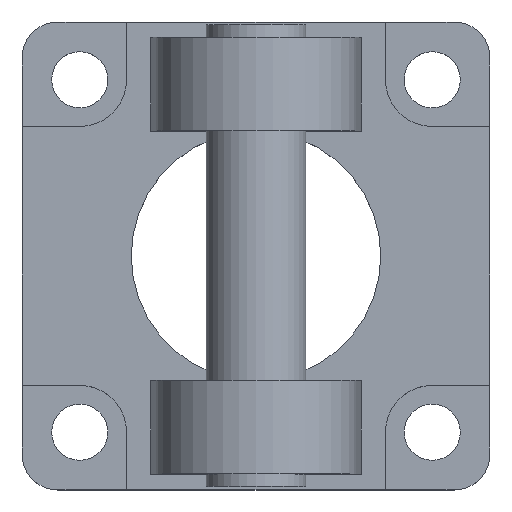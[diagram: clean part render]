
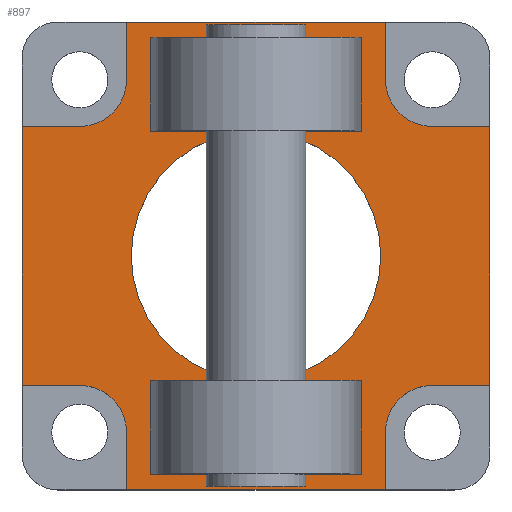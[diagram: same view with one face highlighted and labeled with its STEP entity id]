
A CAD part, top view. The second image highlights one B-rep face of the part: STEP entity #897.
In plain terms, the highlighted planar face has unit normal (0, 0, 1).
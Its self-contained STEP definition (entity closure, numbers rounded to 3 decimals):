
#13=FACE_BOUND('',#158,.T.);
#40=CIRCLE('',#936,7.5);
#42=CIRCLE('',#941,7.5);
#44=CIRCLE('',#946,7.5);
#46=CIRCLE('',#951,7.5);
#48=CIRCLE('',#957,20.);
#49=CIRCLE('',#958,20.);
#112=FACE_OUTER_BOUND('',#157,.T.);
#157=EDGE_LOOP('',(#635,#636,#637,#638,#639,#640,#641,#642,#643,#644,#645,
#646,#647,#648,#649,#650));
#158=EDGE_LOOP('',(#651,#652,#653,#654,#655,#656,#657,#658,#659,#660,#661,
#662));
#215=LINE('',#1279,#293);
#220=LINE('',#1293,#298);
#223=LINE('',#1300,#301);
#228=LINE('',#1314,#306);
#231=LINE('',#1321,#309);
#236=LINE('',#1335,#314);
#239=LINE('',#1342,#317);
#244=LINE('',#1356,#322);
#248=LINE('',#1363,#326);
#254=LINE('',#1374,#332);
#259=LINE('',#1383,#337);
#260=LINE('',#1384,#338);
#261=LINE('',#1387,#339);
#262=LINE('',#1389,#340);
#263=LINE('',#1391,#341);
#264=LINE('',#1393,#342);
#265=LINE('',#1397,#343);
#266=LINE('',#1399,#344);
#267=LINE('',#1401,#345);
#268=LINE('',#1403,#346);
#269=LINE('',#1404,#347);
#270=LINE('',#1406,#348);
#293=VECTOR('',#1025,9.25);
#298=VECTOR('',#1038,9.25);
#301=VECTOR('',#1043,9.25);
#306=VECTOR('',#1056,9.25);
#309=VECTOR('',#1061,9.25);
#314=VECTOR('',#1074,9.25);
#317=VECTOR('',#1079,9.25);
#322=VECTOR('',#1092,9.25);
#326=VECTOR('',#1098,41.5);
#332=VECTOR('',#1106,41.5);
#337=VECTOR('',#1113,41.5);
#338=VECTOR('',#1114,41.5);
#339=VECTOR('',#1115,15.);
#340=VECTOR('',#1116,33.777);
#341=VECTOR('',#1117,15.);
#342=VECTOR('',#1118,16.888);
#343=VECTOR('',#1121,16.888);
#344=VECTOR('',#1122,15.);
#345=VECTOR('',#1123,33.777);
#346=VECTOR('',#1124,15.);
#347=VECTOR('',#1125,16.888);
#348=VECTOR('',#1128,16.888);
#371=VERTEX_POINT('',#1277);
#372=VERTEX_POINT('',#1278);
#375=VERTEX_POINT('',#1286);
#377=VERTEX_POINT('',#1292);
#379=VERTEX_POINT('',#1298);
#380=VERTEX_POINT('',#1299);
#383=VERTEX_POINT('',#1307);
#385=VERTEX_POINT('',#1313);
#387=VERTEX_POINT('',#1319);
#388=VERTEX_POINT('',#1320);
#391=VERTEX_POINT('',#1328);
#393=VERTEX_POINT('',#1334);
#395=VERTEX_POINT('',#1340);
#396=VERTEX_POINT('',#1341);
#399=VERTEX_POINT('',#1349);
#401=VERTEX_POINT('',#1355);
#411=VERTEX_POINT('',#1385);
#412=VERTEX_POINT('',#1386);
#413=VERTEX_POINT('',#1388);
#414=VERTEX_POINT('',#1390);
#415=VERTEX_POINT('',#1392);
#416=VERTEX_POINT('',#1394);
#417=VERTEX_POINT('',#1396);
#418=VERTEX_POINT('',#1398);
#419=VERTEX_POINT('',#1400);
#420=VERTEX_POINT('',#1402);
#454=EDGE_CURVE('',#371,#372,#215,.T.);
#458=EDGE_CURVE('',#375,#371,#40,.T.);
#461=EDGE_CURVE('',#377,#375,#220,.T.);
#464=EDGE_CURVE('',#379,#380,#223,.T.);
#468=EDGE_CURVE('',#383,#379,#42,.T.);
#471=EDGE_CURVE('',#385,#383,#228,.T.);
#474=EDGE_CURVE('',#387,#388,#231,.T.);
#478=EDGE_CURVE('',#391,#387,#44,.T.);
#481=EDGE_CURVE('',#393,#391,#236,.T.);
#484=EDGE_CURVE('',#395,#396,#239,.T.);
#488=EDGE_CURVE('',#399,#395,#46,.T.);
#491=EDGE_CURVE('',#401,#399,#244,.T.);
#495=EDGE_CURVE('',#377,#388,#248,.T.);
#501=EDGE_CURVE('',#385,#396,#254,.T.);
#506=EDGE_CURVE('',#401,#372,#259,.T.);
#507=EDGE_CURVE('',#393,#380,#260,.T.);
#508=EDGE_CURVE('',#411,#412,#261,.T.);
#509=EDGE_CURVE('',#412,#413,#262,.T.);
#510=EDGE_CURVE('',#413,#414,#263,.T.);
#511=EDGE_CURVE('',#415,#414,#264,.T.);
#512=EDGE_CURVE('',#415,#416,#48,.T.);
#513=EDGE_CURVE('',#416,#417,#265,.T.);
#514=EDGE_CURVE('',#417,#418,#266,.T.);
#515=EDGE_CURVE('',#418,#419,#267,.T.);
#516=EDGE_CURVE('',#419,#420,#268,.T.);
#517=EDGE_CURVE('',#420,#416,#269,.T.);
#518=EDGE_CURVE('',#416,#415,#49,.T.);
#519=EDGE_CURVE('',#411,#415,#270,.T.);
#635=ORIENTED_EDGE('',*,*,#461,.T.);
#636=ORIENTED_EDGE('',*,*,#458,.T.);
#637=ORIENTED_EDGE('',*,*,#454,.T.);
#638=ORIENTED_EDGE('',*,*,#506,.F.);
#639=ORIENTED_EDGE('',*,*,#491,.T.);
#640=ORIENTED_EDGE('',*,*,#488,.T.);
#641=ORIENTED_EDGE('',*,*,#484,.T.);
#642=ORIENTED_EDGE('',*,*,#501,.F.);
#643=ORIENTED_EDGE('',*,*,#471,.T.);
#644=ORIENTED_EDGE('',*,*,#468,.T.);
#645=ORIENTED_EDGE('',*,*,#464,.T.);
#646=ORIENTED_EDGE('',*,*,#507,.F.);
#647=ORIENTED_EDGE('',*,*,#481,.T.);
#648=ORIENTED_EDGE('',*,*,#478,.T.);
#649=ORIENTED_EDGE('',*,*,#474,.T.);
#650=ORIENTED_EDGE('',*,*,#495,.F.);
#651=ORIENTED_EDGE('',*,*,#508,.T.);
#652=ORIENTED_EDGE('',*,*,#509,.T.);
#653=ORIENTED_EDGE('',*,*,#510,.T.);
#654=ORIENTED_EDGE('',*,*,#511,.F.);
#655=ORIENTED_EDGE('',*,*,#512,.T.);
#656=ORIENTED_EDGE('',*,*,#513,.T.);
#657=ORIENTED_EDGE('',*,*,#514,.T.);
#658=ORIENTED_EDGE('',*,*,#515,.T.);
#659=ORIENTED_EDGE('',*,*,#516,.T.);
#660=ORIENTED_EDGE('',*,*,#517,.T.);
#661=ORIENTED_EDGE('',*,*,#518,.T.);
#662=ORIENTED_EDGE('',*,*,#519,.F.);
#815=PLANE('',#956);
#897=ADVANCED_FACE('',(#112,#13),#815,.T.);
#936=AXIS2_PLACEMENT_3D('',#1287,#1031,#1032);
#941=AXIS2_PLACEMENT_3D('',#1308,#1049,#1050);
#946=AXIS2_PLACEMENT_3D('',#1329,#1067,#1068);
#951=AXIS2_PLACEMENT_3D('',#1350,#1085,#1086);
#956=AXIS2_PLACEMENT_3D('',#1382,#1111,#1112);
#957=AXIS2_PLACEMENT_3D('',#1395,#1119,#1120);
#958=AXIS2_PLACEMENT_3D('',#1405,#1126,#1127);
#1025=DIRECTION('',(-1.,0.,0.));
#1031=DIRECTION('center_axis',(0.,0.,-1.));
#1032=DIRECTION('ref_axis',(0.,1.,0.));
#1038=DIRECTION('',(0.,-1.,0.));
#1043=DIRECTION('',(1.,0.,0.));
#1049=DIRECTION('center_axis',(0.,0.,-1.));
#1050=DIRECTION('ref_axis',(0.,-1.,0.));
#1056=DIRECTION('',(0.,1.,0.));
#1061=DIRECTION('',(0.,1.,0.));
#1067=DIRECTION('center_axis',(0.,0.,-1.));
#1068=DIRECTION('ref_axis',(-1.,0.,0.));
#1074=DIRECTION('',(-1.,0.,0.));
#1079=DIRECTION('',(0.,-1.,0.));
#1085=DIRECTION('center_axis',(0.,0.,-1.));
#1086=DIRECTION('ref_axis',(1.,0.,0.));
#1092=DIRECTION('',(1.,0.,0.));
#1098=DIRECTION('',(1.,0.,0.));
#1106=DIRECTION('',(-1.,0.,0.));
#1111=DIRECTION('center_axis',(0.,0.,1.));
#1112=DIRECTION('ref_axis',(1.,0.,0.));
#1113=DIRECTION('',(0.,1.,0.));
#1114=DIRECTION('',(0.,-1.,0.));
#1115=DIRECTION('',(0.,-1.,0.));
#1116=DIRECTION('',(-1.,0.,0.));
#1117=DIRECTION('',(0.,1.,0.));
#1118=DIRECTION('',(-1.,0.,0.));
#1119=DIRECTION('center_axis',(0.,0.,-1.));
#1120=DIRECTION('ref_axis',(-1.,0.,0.));
#1121=DIRECTION('',(-1.,0.,0.));
#1122=DIRECTION('',(0.,1.,0.));
#1123=DIRECTION('',(1.,0.,0.));
#1124=DIRECTION('',(0.,-1.,0.));
#1125=DIRECTION('',(-1.,0.,0.));
#1126=DIRECTION('center_axis',(0.,0.,-1.));
#1127=DIRECTION('ref_axis',(-1.,0.,0.));
#1128=DIRECTION('',(-1.,0.,0.));
#1277=CARTESIAN_POINT('',(-28.25,20.75,12.));
#1278=CARTESIAN_POINT('',(-37.5,20.75,12.));
#1279=CARTESIAN_POINT('',(-14.125,20.75,12.));
#1286=CARTESIAN_POINT('',(-20.75,28.25,12.));
#1287=CARTESIAN_POINT('Origin',(-28.25,28.25,12.));
#1292=CARTESIAN_POINT('',(-20.75,37.5,12.));
#1293=CARTESIAN_POINT('',(-20.75,18.75,12.));
#1298=CARTESIAN_POINT('',(28.25,-20.75,12.));
#1299=CARTESIAN_POINT('',(37.5,-20.75,12.));
#1300=CARTESIAN_POINT('',(14.125,-20.75,12.));
#1307=CARTESIAN_POINT('',(20.75,-28.25,12.));
#1308=CARTESIAN_POINT('Origin',(28.25,-28.25,12.));
#1313=CARTESIAN_POINT('',(20.75,-37.5,12.));
#1314=CARTESIAN_POINT('',(20.75,-18.75,12.));
#1319=CARTESIAN_POINT('',(20.75,28.25,12.));
#1320=CARTESIAN_POINT('',(20.75,37.5,12.));
#1321=CARTESIAN_POINT('',(20.75,14.125,12.));
#1328=CARTESIAN_POINT('',(28.25,20.75,12.));
#1329=CARTESIAN_POINT('Origin',(28.25,28.25,12.));
#1334=CARTESIAN_POINT('',(37.5,20.75,12.));
#1335=CARTESIAN_POINT('',(18.75,20.75,12.));
#1340=CARTESIAN_POINT('',(-20.75,-28.25,12.));
#1341=CARTESIAN_POINT('',(-20.75,-37.5,12.));
#1342=CARTESIAN_POINT('',(-20.75,-14.125,12.));
#1349=CARTESIAN_POINT('',(-28.25,-20.75,12.));
#1350=CARTESIAN_POINT('Origin',(-28.25,-28.25,12.));
#1355=CARTESIAN_POINT('',(-37.5,-20.75,12.));
#1356=CARTESIAN_POINT('',(-18.75,-20.75,12.));
#1363=CARTESIAN_POINT('',(-37.5,37.5,12.));
#1374=CARTESIAN_POINT('',(37.5,-37.5,12.));
#1382=CARTESIAN_POINT('Origin',(0.,0.,12.));
#1383=CARTESIAN_POINT('',(-37.5,-37.5,12.));
#1384=CARTESIAN_POINT('',(37.5,37.5,12.));
#1385=CARTESIAN_POINT('',(16.888,-20.,12.));
#1386=CARTESIAN_POINT('',(16.888,-35.,12.));
#1387=CARTESIAN_POINT('',(16.888,0.,12.));
#1388=CARTESIAN_POINT('',(-16.888,-35.,12.));
#1389=CARTESIAN_POINT('',(0.,-35.,12.));
#1390=CARTESIAN_POINT('',(-16.888,-20.,12.));
#1391=CARTESIAN_POINT('',(-16.888,0.,12.));
#1392=CARTESIAN_POINT('',(0.,-20.,12.));
#1393=CARTESIAN_POINT('',(37.5,-20.,12.));
#1394=CARTESIAN_POINT('',(0.,20.,12.));
#1395=CARTESIAN_POINT('Origin',(0.,0.,12.));
#1396=CARTESIAN_POINT('',(-16.888,20.,12.));
#1397=CARTESIAN_POINT('',(37.5,20.,12.));
#1398=CARTESIAN_POINT('',(-16.888,35.,12.));
#1399=CARTESIAN_POINT('',(-16.888,0.,12.));
#1400=CARTESIAN_POINT('',(16.888,35.,12.));
#1401=CARTESIAN_POINT('',(0.,35.,12.));
#1402=CARTESIAN_POINT('',(16.888,20.,12.));
#1403=CARTESIAN_POINT('',(16.888,0.,12.));
#1404=CARTESIAN_POINT('',(37.5,20.,12.));
#1405=CARTESIAN_POINT('Origin',(0.,0.,12.));
#1406=CARTESIAN_POINT('',(37.5,-20.,12.));
